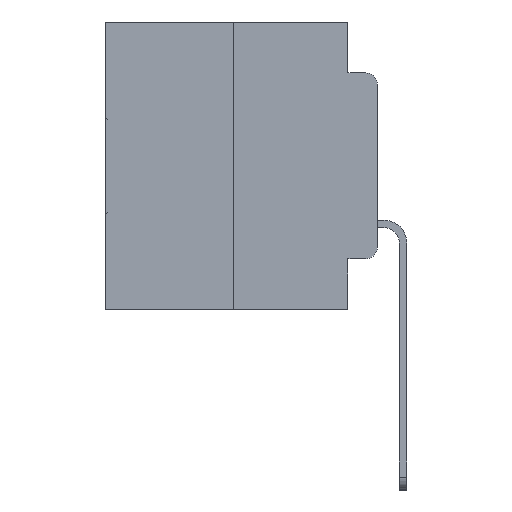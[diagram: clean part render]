
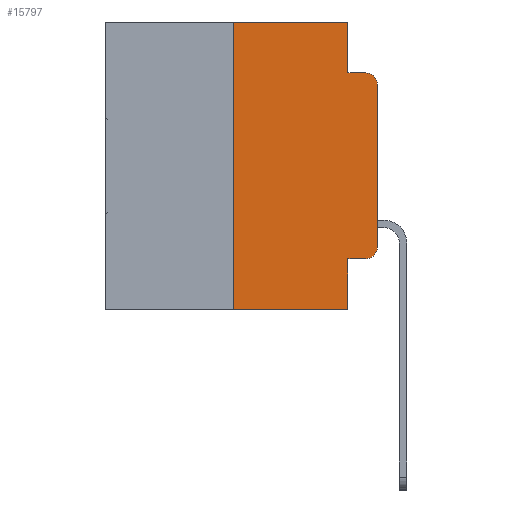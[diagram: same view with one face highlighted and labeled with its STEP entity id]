
A CAD part, left-side view. The second image highlights one B-rep face of the part: STEP entity #15797.
In plain terms, the highlighted planar face has unit normal (-1, 0, 0).
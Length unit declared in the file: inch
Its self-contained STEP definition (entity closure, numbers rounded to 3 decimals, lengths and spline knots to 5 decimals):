
#56 = EDGE_CURVE ( 'NONE', #25548, #23022, #20546, .T. ) ;
#535 = ORIENTED_EDGE ( 'NONE', *, *, #31362, .T. ) ;
#665 = DIRECTION ( 'NONE',  ( 0., -1., 0. ) ) ;
#885 = ORIENTED_EDGE ( 'NONE', *, *, #16760, .F. ) ;
#1227 = DIRECTION ( 'NONE',  ( 0., 0., -1. ) ) ;
#1533 = CARTESIAN_POINT ( 'NONE',  ( 0., 0.051, -0.4115 ) ) ;
#2515 = DIRECTION ( 'NONE',  ( 0., 0., -1. ) ) ;
#2592 = DIRECTION ( 'NONE',  ( 0., 0., 1. ) ) ;
#2770 = DIRECTION ( 'NONE',  ( 0., 0., -1. ) ) ;
#2860 = CARTESIAN_POINT ( 'NONE',  ( 0., 0.473, 0. ) ) ;
#2903 = LINE ( 'NONE', #15560, #10416 ) ;
#3244 = VECTOR ( 'NONE', #2770, 39.37008 ) ;
#3542 = EDGE_CURVE ( 'NONE', #25224, #25548, #10409, .T. ) ;
#3600 = PLANE ( 'NONE',  #28766 ) ;
#4074 = CARTESIAN_POINT ( 'NONE',  ( 0., 0.051, -0.0885 ) ) ;
#4301 = CARTESIAN_POINT ( 'NONE',  ( 0., 0., -0.3915 ) ) ;
#5412 = ORIENTED_EDGE ( 'NONE', *, *, #56, .T. ) ;
#6143 = VECTOR ( 'NONE', #20052, 39.37008 ) ;
#6466 = VERTEX_POINT ( 'NONE', #24438 ) ;
#6934 = DIRECTION ( 'NONE',  ( -1., 0., 0. ) ) ;
#7518 = CARTESIAN_POINT ( 'NONE',  ( 0., 0.02, -0.0885 ) ) ;
#7950 = AXIS2_PLACEMENT_3D ( 'NONE', #25566, #6934, #10529 ) ;
#8045 = DIRECTION ( 'NONE',  ( 1., 0., 0. ) ) ;
#8234 = EDGE_LOOP ( 'NONE', ( #9834, #29219, #885, #25151, #21054, #30833, #535, #16088, #22220, #5412 ) ) ;
#8533 = FACE_OUTER_BOUND ( 'NONE', #8234, .T. ) ;
#8604 = VERTEX_POINT ( 'NONE', #7518 ) ;
#8699 = EDGE_CURVE ( 'NONE', #25224, #8738, #16377, .T. ) ;
#8738 = VERTEX_POINT ( 'NONE', #10497 ) ;
#8882 = CARTESIAN_POINT ( 'NONE',  ( 0., 0.051, 0. ) ) ;
#9703 = VECTOR ( 'NONE', #2515, 39.37008 ) ;
#9834 = ORIENTED_EDGE ( 'NONE', *, *, #21685, .T. ) ;
#10305 = EDGE_CURVE ( 'NONE', #31050, #30711, #29961, .T. ) ;
#10409 = LINE ( 'NONE', #1533, #22532 ) ;
#10416 = VECTOR ( 'NONE', #665, 39.37008 ) ;
#10497 = CARTESIAN_POINT ( 'NONE',  ( 0., 0.051, -0.5 ) ) ;
#10529 = DIRECTION ( 'NONE',  ( 0., 0., -1. ) ) ;
#12350 = CIRCLE ( 'NONE', #27946, 0.02 ) ;
#13141 = LINE ( 'NONE', #2860, #24507 ) ;
#14867 = CARTESIAN_POINT ( 'NONE',  ( 0., 0.051, 0. ) ) ;
#15107 = CARTESIAN_POINT ( 'NONE',  ( 0., 0.051, 0. ) ) ;
#15121 = EDGE_CURVE ( 'NONE', #25402, #27792, #16868, .T. ) ;
#15488 = CARTESIAN_POINT ( 'NONE',  ( 0., 0., 0. ) ) ;
#15554 = VECTOR ( 'NONE', #29684, 39.37008 ) ;
#15560 = CARTESIAN_POINT ( 'NONE',  ( 0., 0.473, -0.5 ) ) ;
#15797 = ADVANCED_FACE ( 'NONE', ( #8533 ), #3600, .F. ) ;
#16088 = ORIENTED_EDGE ( 'NONE', *, *, #8699, .F. ) ;
#16114 = DIRECTION ( 'NONE',  ( -1., 0., 0. ) ) ;
#16377 = LINE ( 'NONE', #15107, #3244 ) ;
#16532 = CARTESIAN_POINT ( 'NONE',  ( 0., 0.25, 0. ) ) ;
#16760 = EDGE_CURVE ( 'NONE', #27792, #8604, #26182, .T. ) ;
#16868 = LINE ( 'NONE', #14867, #9703 ) ;
#18906 = DIRECTION ( 'NONE',  ( 0., -1., 0. ) ) ;
#19115 = CARTESIAN_POINT ( 'NONE',  ( 0., 0.02, -0.4115 ) ) ;
#20052 = DIRECTION ( 'NONE',  ( 0., -1., 0. ) ) ;
#20055 = EDGE_CURVE ( 'NONE', #6466, #8604, #12350, .T. ) ;
#20440 = CARTESIAN_POINT ( 'NONE',  ( 0., 0.051, -0.4115 ) ) ;
#20546 = CIRCLE ( 'NONE', #7950, 0.02 ) ;
#21054 = ORIENTED_EDGE ( 'NONE', *, *, #29733, .F. ) ;
#21685 = EDGE_CURVE ( 'NONE', #23022, #6466, #28214, .T. ) ;
#22220 = ORIENTED_EDGE ( 'NONE', *, *, #3542, .T. ) ;
#22532 = VECTOR ( 'NONE', #18906, 39.37008 ) ;
#22554 = CARTESIAN_POINT ( 'NONE',  ( 0., 0.473, 0. ) ) ;
#23022 = VERTEX_POINT ( 'NONE', #4301 ) ;
#23894 = VECTOR ( 'NONE', #2592, 39.37008 ) ;
#24438 = CARTESIAN_POINT ( 'NONE',  ( 0., 0., -0.1085 ) ) ;
#24487 = CARTESIAN_POINT ( 'NONE',  ( 0., 0.25, 0. ) ) ;
#24507 = VECTOR ( 'NONE', #24943, 39.37008 ) ;
#24939 = DIRECTION ( 'NONE',  ( 0., 0., -1. ) ) ;
#24943 = DIRECTION ( 'NONE',  ( 0., -1., 0. ) ) ;
#25151 = ORIENTED_EDGE ( 'NONE', *, *, #15121, .F. ) ;
#25224 = VERTEX_POINT ( 'NONE', #20440 ) ;
#25402 = VERTEX_POINT ( 'NONE', #8882 ) ;
#25548 = VERTEX_POINT ( 'NONE', #19115 ) ;
#25566 = CARTESIAN_POINT ( 'NONE',  ( 0., 0.02, -0.3915 ) ) ;
#26182 = LINE ( 'NONE', #27073, #6143 ) ;
#27073 = CARTESIAN_POINT ( 'NONE',  ( 0., 0.051, -0.0885 ) ) ;
#27178 = CARTESIAN_POINT ( 'NONE',  ( 0., 0.25, -0.5 ) ) ;
#27792 = VERTEX_POINT ( 'NONE', #4074 ) ;
#27946 = AXIS2_PLACEMENT_3D ( 'NONE', #30281, #16114, #1227 ) ;
#28214 = LINE ( 'NONE', #15488, #15554 ) ;
#28766 = AXIS2_PLACEMENT_3D ( 'NONE', #22554, #8045, #24939 ) ;
#29219 = ORIENTED_EDGE ( 'NONE', *, *, #20055, .T. ) ;
#29684 = DIRECTION ( 'NONE',  ( 0., 0., 1. ) ) ;
#29733 = EDGE_CURVE ( 'NONE', #30711, #25402, #13141, .T. ) ;
#29961 = LINE ( 'NONE', #24487, #23894 ) ;
#30281 = CARTESIAN_POINT ( 'NONE',  ( 0., 0.02, -0.1085 ) ) ;
#30711 = VERTEX_POINT ( 'NONE', #16532 ) ;
#30833 = ORIENTED_EDGE ( 'NONE', *, *, #10305, .F. ) ;
#31050 = VERTEX_POINT ( 'NONE', #27178 ) ;
#31362 = EDGE_CURVE ( 'NONE', #31050, #8738, #2903, .T. ) ;
